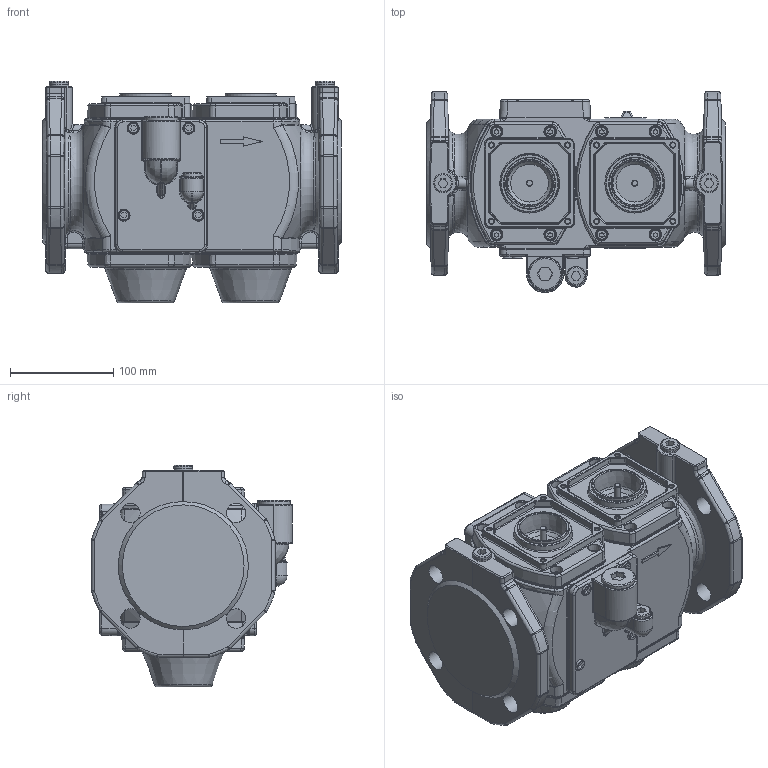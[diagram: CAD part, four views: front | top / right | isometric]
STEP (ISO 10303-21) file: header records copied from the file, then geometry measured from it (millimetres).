
FILE_DESCRIPTION(/* description */ (''),/* implementation_level */ '2;1');
FILE_NAME(/* name */ 'A5W00027703_02.stp',/* time_stamp */ '2018-06-27T09:22:51+02:00',/* author */ (''),/* organization */ (''),/* preprocessor_version */ 'ST-DEVELOPER v16',/* originating_system */ 'SIEMENS PLM Software NX 10.0',/* authorisation */ '');
FILE_SCHEMA (('AUTOMOTIVE_DESIGN { 1 0 10303 214 3 1 1 1 }'));
Products named in the file (1): Gant0728F15Eyw5p
Bounding box: 290 x 194.97 x 215 mm (x, y, z)
Volume: 5753906.2 mm3; surface area: 330915 mm2
Topology: 1 solids, 53 shells, 2708 faces, 6572 edges, 4054 vertices
Faces by surface type: plane 955, cylinder 718, bspline 445, cone 274, torus 218, extrusion 60, sphere 38
Full cylindrical faces by diameter (mm): 5.05 x8, 5.188 x2, 5.3 x6, 5.5 x12, 5.6 x4, 5.795 x28, 6 x2, 10 x24, 10.5 x6, 11 x6, 13.5 x3, 18 x3, 18.5 x3, 19 x8, 27 x1, 32 x1, 32.5 x1
Entity records: 83233 total; most frequent: CARTESIAN_POINT 24707, DIRECTION 12099, ORIENTED_EDGE 11686, EDGE_CURVE 5843, AXIS2_PLACEMENT_3D 4764, VERTEX_POINT 3821, EDGE_LOOP 3336, ADVANCED_FACE 2708
